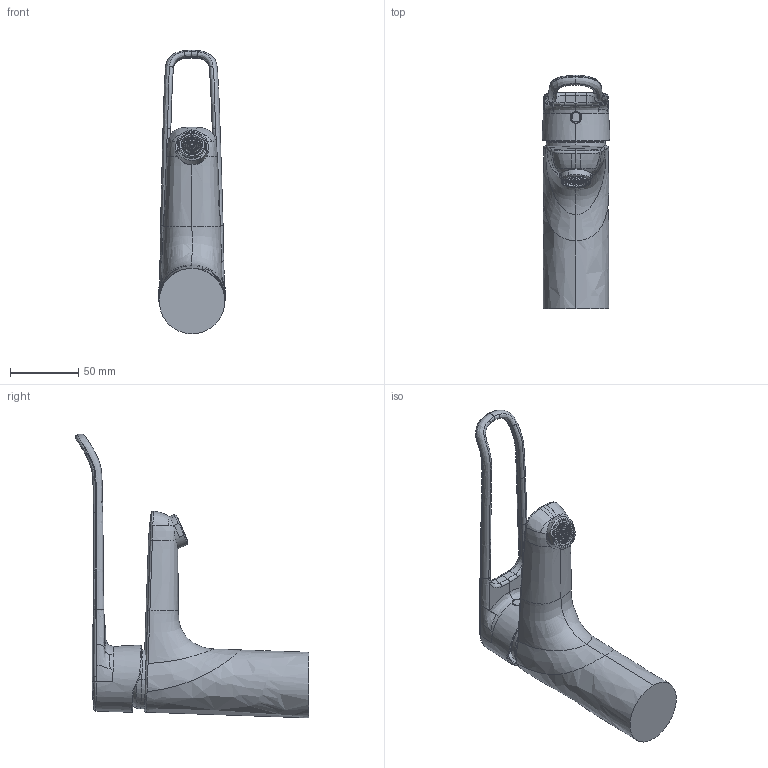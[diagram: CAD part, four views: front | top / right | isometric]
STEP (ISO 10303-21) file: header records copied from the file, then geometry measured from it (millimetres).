
FILE_DESCRIPTION (( 'STEP AP203' ), '1' );
FILE_NAME ('5611B(2022)+45022185(2022).STEP', '2022-06-28T08:32:23', ( '' ), ( '' ), 'SwSTEP 2.0', 'SolidWorks 2016', '' );
FILE_SCHEMA (( 'CONFIG_CONTROL_DESIGN' ));
Products named in the file (1): 5611B(2022)+45022185(2022)
Bounding box: 49.75 x 171.45 x 208.57 mm (x, y, z)
Volume: 365458.6 mm3; surface area: 65451.3 mm2
Topology: 7 solids, 7 shells, 917 faces, 2669 edges, 1671 vertices
Faces by surface type: bspline 381, plane 283, cylinder 215, cone 34, sphere 2, torus 2
Entity records: 66216 total; most frequent: CARTESIAN_POINT 44369, ORIENTED_EDGE 5322, DIRECTION 3562, EDGE_CURVE 2661, VERTEX_POINT 1671, AXIS2_PLACEMENT_3D 1258, VECTOR 1046, LINE 1046
